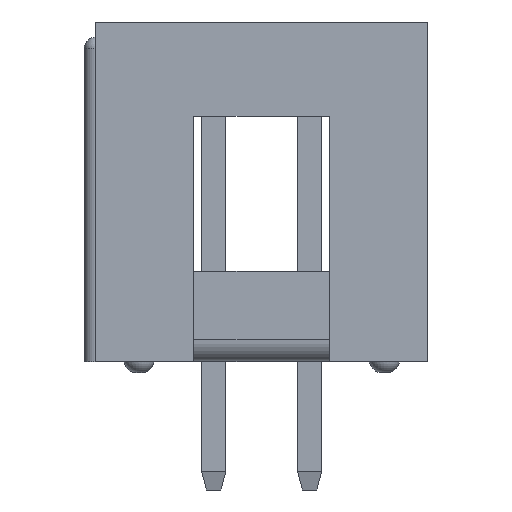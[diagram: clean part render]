
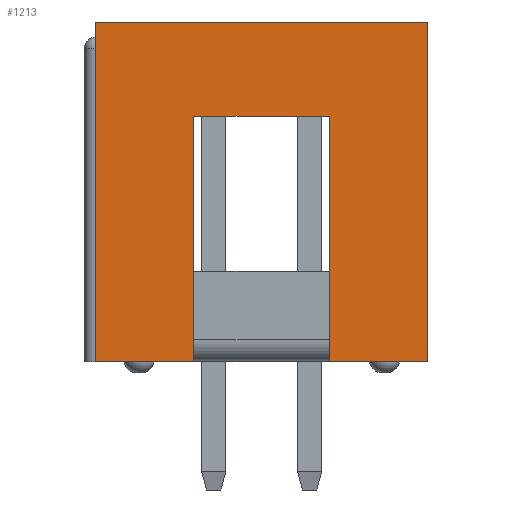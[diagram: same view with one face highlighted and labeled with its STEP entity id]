
A CAD part, left-side view. The second image highlights one B-rep face of the part: STEP entity #1213.
In plain terms, the highlighted planar face has unit normal (-1, 0, 0).
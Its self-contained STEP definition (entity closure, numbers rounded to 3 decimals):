
#1213=ADVANCED_FACE('',(#5023),#5025,.T.);
#5023=FACE_BOUND('',#5024,.T.);
#5024=EDGE_LOOP('',(#8102,#8103,#8104,#8105,#8106,#8107,#8108,#8109));
#5025=PLANE('',#5026);
#5026=AXIS2_PLACEMENT_3D('',#5027,#5028,#5029);
#5027=CARTESIAN_POINT('',(-5.22,5.67,0.3));
#5028=DIRECTION('',(-1.,0.,0.));
#5029=DIRECTION('',(0.,-1.,0.));
#8102=ORIENTED_EDGE('',*,*,#10008,.T.);
#8103=ORIENTED_EDGE('',*,*,#10009,.T.);
#8104=ORIENTED_EDGE('',*,*,#10010,.T.);
#8105=ORIENTED_EDGE('',*,*,#10011,.T.);
#8106=ORIENTED_EDGE('',*,*,#9990,.T.);
#8107=ORIENTED_EDGE('',*,*,#10006,.F.);
#8108=ORIENTED_EDGE('',*,*,#10012,.F.);
#8109=ORIENTED_EDGE('',*,*,#10013,.T.);
#9990=EDGE_CURVE('',#10950,#10948,#10951,.T.);
#10006=EDGE_CURVE('',#10979,#10948,#10981,.T.);
#10008=EDGE_CURVE('',#10983,#10984,#10985,.F.);
#10009=EDGE_CURVE('',#10984,#10986,#10987,.F.);
#10010=EDGE_CURVE('',#10986,#10988,#10989,.F.);
#10011=EDGE_CURVE('',#10988,#10950,#10990,.T.);
#10012=EDGE_CURVE('',#10991,#10979,#10992,.T.);
#10013=EDGE_CURVE('',#10991,#10983,#10993,.T.);
#10948=VERTEX_POINT('',#12494);
#10950=VERTEX_POINT('',#12498);
#10951=LINE('',#12499,#12500);
#10979=VERTEX_POINT('',#12557);
#10981=LINE('',#12561,#12562);
#10983=VERTEX_POINT('',#12567);
#10984=VERTEX_POINT('',#12568);
#10985=LINE('',#12569,#12570);
#10986=VERTEX_POINT('',#12572);
#10987=LINE('',#12573,#12574);
#10988=VERTEX_POINT('',#12576);
#10989=LINE('',#12577,#12578);
#10990=LINE('',#12580,#12581);
#10991=VERTEX_POINT('',#12583);
#10992=LINE('',#12584,#12585);
#10993=LINE('',#12587,#12588);
#12494=CARTESIAN_POINT('',(-5.22,-3.13,9.3));
#12498=CARTESIAN_POINT('',(-5.22,-3.13,0.3));
#12499=CARTESIAN_POINT('',(-5.22,-3.13,0.3));
#12500=VECTOR('',#12501,1.);
#12501=DIRECTION('',(0.,0.,1.));
#12557=CARTESIAN_POINT('',(-5.22,5.67,9.3));
#12561=CARTESIAN_POINT('',(-5.22,5.67,9.3));
#12562=VECTOR('',#12563,1.);
#12563=DIRECTION('',(0.,-1.,0.));
#12567=CARTESIAN_POINT('',(-5.22,3.07,0.3));
#12568=CARTESIAN_POINT('',(-5.22,3.07,6.8));
#12569=CARTESIAN_POINT('',(-5.22,3.07,6.8));
#12570=VECTOR('',#12571,1.);
#12571=DIRECTION('',(0.,0.,-1.));
#12572=CARTESIAN_POINT('',(-5.22,-0.53,6.8));
#12573=CARTESIAN_POINT('',(-5.22,-0.53,6.8));
#12574=VECTOR('',#12575,1.);
#12575=DIRECTION('',(0.,1.,0.));
#12576=CARTESIAN_POINT('',(-5.22,-0.53,0.3));
#12577=CARTESIAN_POINT('',(-5.22,-0.53,0.3));
#12578=VECTOR('',#12579,1.);
#12579=DIRECTION('',(0.,0.,1.));
#12580=CARTESIAN_POINT('',(-5.22,-0.53,0.3));
#12581=VECTOR('',#12582,1.);
#12582=DIRECTION('',(0.,-1.,0.));
#12583=CARTESIAN_POINT('',(-5.22,5.67,0.3));
#12584=CARTESIAN_POINT('',(-5.22,5.67,0.3));
#12585=VECTOR('',#12586,1.);
#12586=DIRECTION('',(0.,0.,1.));
#12587=CARTESIAN_POINT('',(-5.22,5.67,0.3));
#12588=VECTOR('',#12589,1.);
#12589=DIRECTION('',(0.,-1.,0.));
